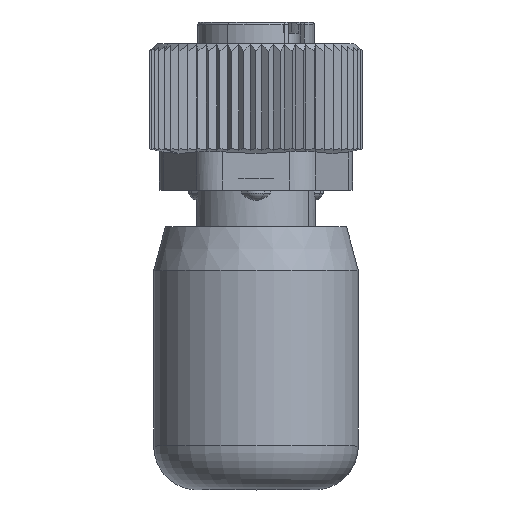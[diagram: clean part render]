
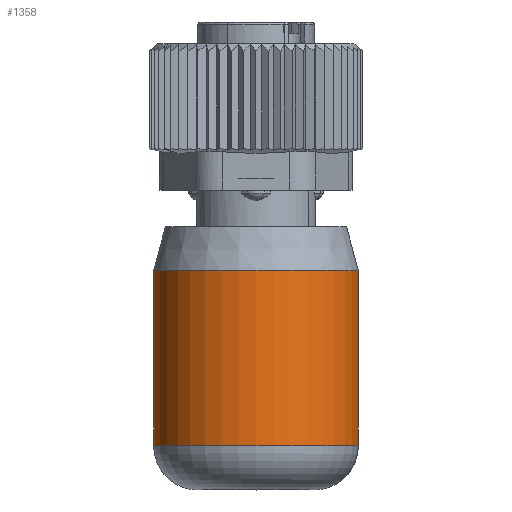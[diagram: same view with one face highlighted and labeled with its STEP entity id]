
A CAD part, top view. The second image highlights one B-rep face of the part: STEP entity #1358.
In plain terms, the highlighted cylindrical face has radius 7 mm (diameter 14 mm), a partial arc.
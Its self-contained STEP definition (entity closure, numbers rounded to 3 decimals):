
#1083=AXIS2_PLACEMENT_3D('Cylinder Axis2P3D',#1080,#1081,#1082) ;
#1318=AXIS2_PLACEMENT_3D('Circle Axis2P3D',#1316,#1317,$) ;
#1349=AXIS2_PLACEMENT_3D('Circle Axis2P3D',#1347,#1348,$) ;
#1080=CARTESIAN_POINT('Axis2P3D Location',(7.261,7.,167.3)) ;
#1089=CARTESIAN_POINT('Vertex',(0.261,3.,167.3)) ;
#1092=CARTESIAN_POINT('Line Origine',(0.261,7.,167.3)) ;
#1096=CARTESIAN_POINT('Vertex',(0.261,15.,167.3)) ;
#1103=CARTESIAN_POINT('Vertex',(14.261,15.,167.3)) ;
#1106=CARTESIAN_POINT('Line Origine',(14.261,7.,167.3)) ;
#1110=CARTESIAN_POINT('Vertex',(14.261,3.,167.3)) ;
#1316=CARTESIAN_POINT('Axis2P3D Location',(7.261,15.,167.3)) ;
#1347=CARTESIAN_POINT('Axis2P3D Location',(7.261,3.,167.3)) ;
#1081=DIRECTION('Axis2P3D Direction',(0.,-1.,0.)) ;
#1082=DIRECTION('Axis2P3D XDirection',(-1.,0.,0.)) ;
#1093=DIRECTION('Vector Direction',(0.,-1.,0.)) ;
#1107=DIRECTION('Vector Direction',(0.,-1.,0.)) ;
#1317=DIRECTION('Axis2P3D Direction',(0.,-1.,0.)) ;
#1348=DIRECTION('Axis2P3D Direction',(0.,-1.,0.)) ;
#1094=VECTOR('Line Direction',#1093,1.) ;
#1108=VECTOR('Line Direction',#1107,1.) ;
#1353=ORIENTED_EDGE('',*,*,#1098,.T.) ;
#1354=ORIENTED_EDGE('',*,*,#1351,.F.) ;
#1355=ORIENTED_EDGE('',*,*,#1112,.F.) ;
#1356=ORIENTED_EDGE('',*,*,#1320,.T.) ;
#1358=ADVANCED_FACE('Hauptk\X2\00F6\X0\rper',(#1357),#1084,.T.) ;
#1319=CIRCLE('generated circle',#1318,7.) ;
#1350=CIRCLE('generated circle',#1349,7.) ;
#1084=CYLINDRICAL_SURFACE('generated cylinder',#1083,7.) ;
#1098=EDGE_CURVE('',#1097,#1090,#1095,.T.) ;
#1112=EDGE_CURVE('',#1104,#1111,#1109,.T.) ;
#1320=EDGE_CURVE('',#1104,#1097,#1319,.T.) ;
#1351=EDGE_CURVE('',#1111,#1090,#1350,.T.) ;
#1352=EDGE_LOOP('',(#1353,#1354,#1355,#1356)) ;
#1357=FACE_OUTER_BOUND('',#1352,.T.) ;
#1095=LINE('Line',#1092,#1094) ;
#1109=LINE('Line',#1106,#1108) ;
#1090=VERTEX_POINT('',#1089) ;
#1097=VERTEX_POINT('',#1096) ;
#1104=VERTEX_POINT('',#1103) ;
#1111=VERTEX_POINT('',#1110) ;
